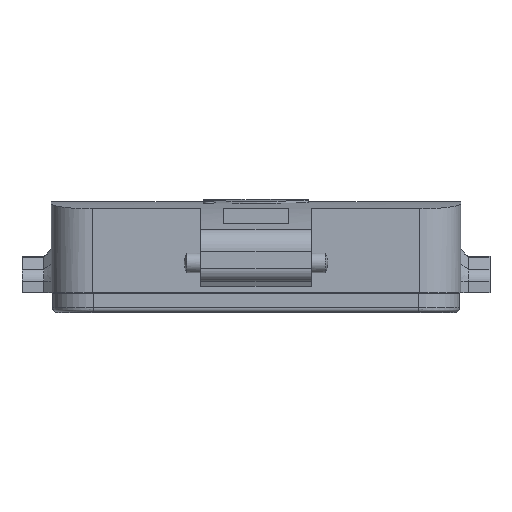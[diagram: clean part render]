
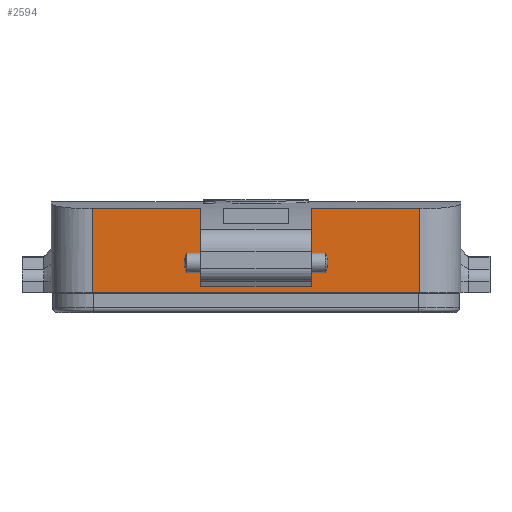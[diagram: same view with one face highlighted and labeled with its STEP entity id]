
A CAD part, front view. The second image highlights one B-rep face of the part: STEP entity #2594.
In plain terms, the highlighted planar face has unit normal (0, -1, 0).
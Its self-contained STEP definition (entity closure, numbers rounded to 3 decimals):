
#1178=PLANE('',#6333);
#1515=LINE('',#11868,#1903);
#1519=LINE('',#11920,#1907);
#1556=LINE('',#12084,#1944);
#1557=LINE('',#12087,#1945);
#1558=LINE('',#12088,#1946);
#1559=LINE('',#12090,#1947);
#1560=LINE('',#12092,#1948);
#1561=LINE('',#12093,#1949);
#1562=LINE('',#12095,#1950);
#1563=LINE('',#12097,#1951);
#1564=LINE('',#12099,#1952);
#1565=LINE('',#12101,#1953);
#1903=VECTOR('',#6879,1.);
#1907=VECTOR('',#6891,1.);
#1944=VECTOR('',#6982,1.);
#1945=VECTOR('',#6983,1.);
#1946=VECTOR('',#6984,1.);
#1947=VECTOR('',#6985,1.);
#1948=VECTOR('',#6986,1.);
#1949=VECTOR('',#6987,1.);
#1950=VECTOR('',#6988,1.);
#1951=VECTOR('',#6989,1.);
#1952=VECTOR('',#6990,1.);
#1953=VECTOR('',#6991,1.);
#2317=FACE_OUTER_BOUND('',#2964,.T.);
#2594=ADVANCED_FACE('',(#2317),#1178,.F.);
#2964=EDGE_LOOP('',(#3708,#3709,#3710,#3711,#3712,#3713,#3714,#3715,#3716,
#3717,#3718,#3719));
#3708=ORIENTED_EDGE('',*,*,#5423,.T.);
#3709=ORIENTED_EDGE('',*,*,#5424,.T.);
#3710=ORIENTED_EDGE('',*,*,#5376,.T.);
#3711=ORIENTED_EDGE('',*,*,#5425,.T.);
#3712=ORIENTED_EDGE('',*,*,#5426,.F.);
#3713=ORIENTED_EDGE('',*,*,#5427,.T.);
#3714=ORIENTED_EDGE('',*,*,#5364,.T.);
#3715=ORIENTED_EDGE('',*,*,#5428,.F.);
#3716=ORIENTED_EDGE('',*,*,#5429,.T.);
#3717=ORIENTED_EDGE('',*,*,#5430,.T.);
#3718=ORIENTED_EDGE('',*,*,#5431,.T.);
#3719=ORIENTED_EDGE('',*,*,#5432,.F.);
#4800=VERTEX_POINT('',#11862);
#4803=VERTEX_POINT('',#11867);
#4804=VERTEX_POINT('',#11869);
#4815=VERTEX_POINT('',#11919);
#4854=VERTEX_POINT('',#12085);
#4855=VERTEX_POINT('',#12086);
#4856=VERTEX_POINT('',#12089);
#4857=VERTEX_POINT('',#12091);
#4858=VERTEX_POINT('',#12094);
#4859=VERTEX_POINT('',#12096);
#4860=VERTEX_POINT('',#12098);
#4861=VERTEX_POINT('',#12100);
#5364=EDGE_CURVE('',#4804,#4803,#1515,.T.);
#5376=EDGE_CURVE('',#4800,#4815,#1519,.T.);
#5423=EDGE_CURVE('',#4854,#4855,#1556,.T.);
#5424=EDGE_CURVE('',#4855,#4800,#1557,.T.);
#5425=EDGE_CURVE('',#4815,#4856,#1558,.T.);
#5426=EDGE_CURVE('',#4857,#4856,#1559,.T.);
#5427=EDGE_CURVE('',#4857,#4804,#1560,.T.);
#5428=EDGE_CURVE('',#4858,#4803,#1561,.T.);
#5429=EDGE_CURVE('',#4858,#4859,#1562,.T.);
#5430=EDGE_CURVE('',#4859,#4860,#1563,.T.);
#5431=EDGE_CURVE('',#4860,#4861,#1564,.T.);
#5432=EDGE_CURVE('',#4854,#4861,#1565,.T.);
#6333=AXIS2_PLACEMENT_3D('',#12102,#6992,#6993);
#6879=DIRECTION('',(-1.,0.,0.));
#6891=DIRECTION('',(-1.,0.,0.));
#6982=DIRECTION('',(-1.,0.,0.));
#6983=DIRECTION('',(0.,0.,1.));
#6984=DIRECTION('',(0.,0.,-1.));
#6985=DIRECTION('',(-1.,0.,0.));
#6986=DIRECTION('',(0.,0.,1.));
#6987=DIRECTION('',(0.,0.,1.));
#6988=DIRECTION('',(-1.,0.,0.));
#6989=DIRECTION('',(0.,0.,1.));
#6990=DIRECTION('',(-1.,0.,0.));
#6991=DIRECTION('',(0.,0.,1.));
#6992=DIRECTION('',(0.,1.,0.));
#6993=DIRECTION('',(0.,0.,1.));
#11862=CARTESIAN_POINT('',(-8.5,-14.75,12.906));
#11867=CARTESIAN_POINT('',(8.5,-14.75,12.906));
#11868=CARTESIAN_POINT('',(8.5,-14.75,12.906));
#11869=CARTESIAN_POINT('',(25.1,-14.75,12.906));
#11919=CARTESIAN_POINT('',(-25.1,-14.75,12.906));
#11920=CARTESIAN_POINT('',(-8.5,-14.75,12.906));
#12084=CARTESIAN_POINT('',(-8.5,-14.75,4.9));
#12085=CARTESIAN_POINT('',(-5.,-14.75,4.9));
#12086=CARTESIAN_POINT('',(-8.5,-14.75,4.9));
#12087=CARTESIAN_POINT('',(-8.5,-14.75,6.4));
#12088=CARTESIAN_POINT('',(-25.1,-14.75,12.906));
#12089=CARTESIAN_POINT('',(-25.1,-14.75,0.));
#12090=CARTESIAN_POINT('',(31.4,-14.75,0.));
#12091=CARTESIAN_POINT('',(25.1,-14.75,0.));
#12092=CARTESIAN_POINT('',(25.1,-14.75,12.906));
#12093=CARTESIAN_POINT('',(8.5,-14.75,6.4));
#12094=CARTESIAN_POINT('',(8.5,-14.75,4.9));
#12095=CARTESIAN_POINT('',(5.,-14.75,4.9));
#12096=CARTESIAN_POINT('',(5.,-14.75,4.9));
#12097=CARTESIAN_POINT('',(5.,-14.75,6.4));
#12098=CARTESIAN_POINT('',(5.,-14.75,7.15));
#12099=CARTESIAN_POINT('',(31.4,-14.75,7.15));
#12100=CARTESIAN_POINT('',(-5.,-14.75,7.15));
#12101=CARTESIAN_POINT('',(-5.,-14.75,6.4));
#12102=CARTESIAN_POINT('',(31.4,-14.75,12.906));
